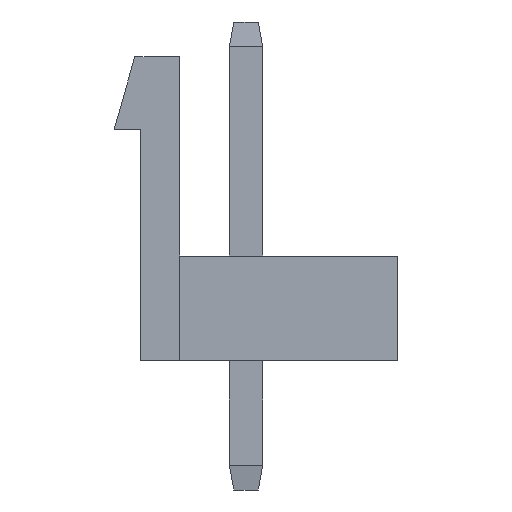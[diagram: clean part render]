
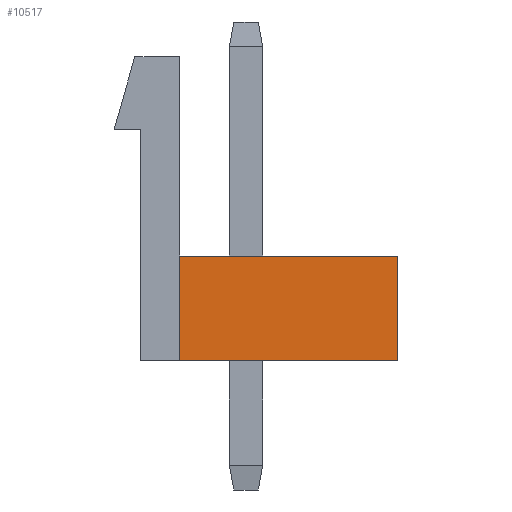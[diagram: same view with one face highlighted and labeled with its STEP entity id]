
A CAD part, left-side view. The second image highlights one B-rep face of the part: STEP entity #10517.
In plain terms, the highlighted planar face has unit normal (-1, 0, 0).
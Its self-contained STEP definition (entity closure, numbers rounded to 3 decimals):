
#724=ORIENTED_EDGE('',*,*,#2461,.T.);
#725=ORIENTED_EDGE('',*,*,#2598,.F.);
#726=ORIENTED_EDGE('',*,*,#2674,.F.);
#727=ORIENTED_EDGE('',*,*,#2676,.T.);
#2461=EDGE_CURVE('',#3511,#3514,#4186,.T.);
#2598=EDGE_CURVE('',#3606,#3514,#4323,.T.);
#2674=EDGE_CURVE('',#3672,#3606,#4399,.T.);
#2676=EDGE_CURVE('',#3672,#3511,#4401,.T.);
#3511=VERTEX_POINT('',#13006);
#3514=VERTEX_POINT('',#13011);
#3606=VERTEX_POINT('',#13296);
#3672=VERTEX_POINT('',#13450);
#4186=LINE('',#13012,#4973);
#4323=LINE('',#13297,#5110);
#4399=LINE('',#13449,#5186);
#4401=LINE('',#13453,#5188);
#4973=VECTOR('',#11372,1000.);
#5110=VECTOR('',#11621,1000.);
#5186=VECTOR('',#11719,1000.);
#5188=VECTOR('',#11723,1000.);
#5846=EDGE_LOOP('',(#724,#725,#726,#727));
#6361=FACE_BOUND('',#5846,.T.);
#6852=PLANE('',#11005);
#10517=ADVANCED_FACE('',(#6361),#6852,.T.);
#11005=AXIS2_PLACEMENT_3D('',#13452,#11721,#11722);
#11372=DIRECTION('',(0.,0.,-1.));
#11621=DIRECTION('',(0.,1.,0.));
#11719=DIRECTION('',(0.,0.,-1.));
#11721=DIRECTION('',(-1.,0.,0.));
#11722=DIRECTION('',(0.,-1.,0.));
#11723=DIRECTION('',(0.,1.,0.));
#13006=CARTESIAN_POINT('',(-24.078,2.032,3.2));
#13011=CARTESIAN_POINT('',(-24.078,2.032,-0.003));
#13012=CARTESIAN_POINT('',(-24.078,2.032,3.2));
#13296=CARTESIAN_POINT('',(-24.078,-4.648,-0.003));
#13297=CARTESIAN_POINT('',(-24.078,-4.648,-0.003));
#13449=CARTESIAN_POINT('',(-24.078,-4.648,3.2));
#13450=CARTESIAN_POINT('',(-24.078,-4.648,3.2));
#13452=CARTESIAN_POINT('',(-24.078,-4.648,3.2));
#13453=CARTESIAN_POINT('',(-24.078,-4.648,3.2));
